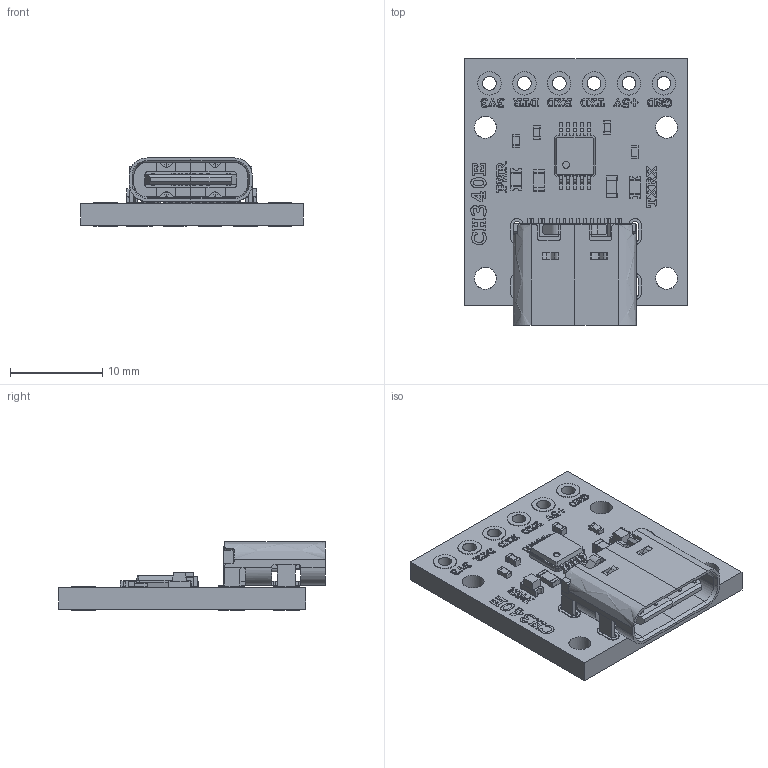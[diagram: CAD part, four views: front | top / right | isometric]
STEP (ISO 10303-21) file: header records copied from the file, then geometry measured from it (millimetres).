
FILE_DESCRIPTION(('FreeCAD Model'),'2;1');
FILE_NAME('Open CASCADE Shape Model','2025-05-03T03:30:27',('FreeCAD'),( 'FreeCAD'),'Open CASCADE STEP processor 7.6','FreeCAD','Unknown');
FILE_SCHEMA(('AUTOMOTIVE_DESIGN { 1 0 10303 214 1 1 1 1 }'));
Products named in the file (1): Open CASCADE STEP translator 7.6 1
Bounding box: 24.07 x 28.87 x 7.37 mm (x, y, z)
Volume: 1885 mm3; surface area: 3007.9 mm2
Topology: 46 solids, 46 shells, 1935 faces, 5113 edges, 3328 vertices
Faces by surface type: bspline 1935
Entity records: 58731 total; most frequent: CARTESIAN_POINT 27827, ORIENTED_EDGE 10226, EDGE_CURVE 5113, B_SPLINE_CURVE_WITH_KNOTS 4493, VERTEX_POINT 3328, FACE_BOUND 2041, EDGE_LOOP 2041, ADVANCED_FACE 1935
